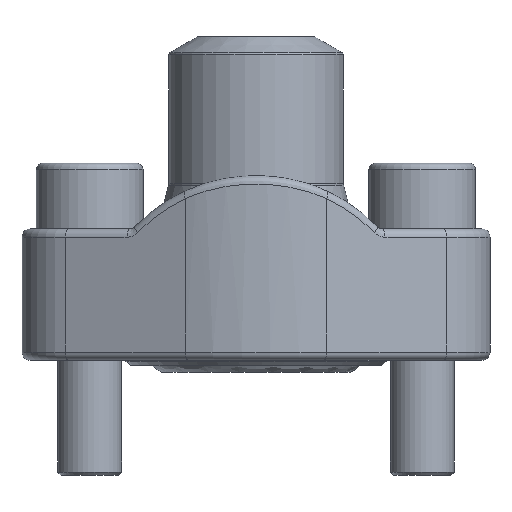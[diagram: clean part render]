
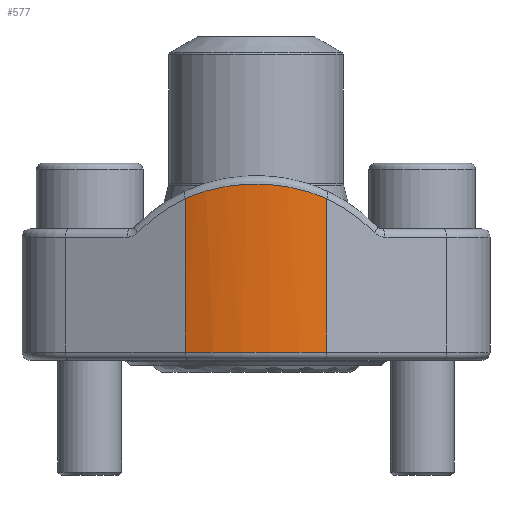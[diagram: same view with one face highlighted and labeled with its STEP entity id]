
A CAD part, front view. The second image highlights one B-rep face of the part: STEP entity #577.
In plain terms, the highlighted cylindrical face has radius 24 mm (diameter 48 mm), a partial arc.
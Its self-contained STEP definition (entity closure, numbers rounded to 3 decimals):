
#430=B_SPLINE_CURVE_WITH_KNOTS('',3,(#2719,#2720,#2721,#2722,#2723,#2724),
 .UNSPECIFIED.,.F.,.F.,(4,2,4),(0.,0.5,1.),.UNSPECIFIED.);
#577=ADVANCED_FACE('',(#702),#669,.T.);
#669=CYLINDRICAL_SURFACE('',#1819,24.);
#702=FACE_OUTER_BOUND('',#768,.T.);
#768=EDGE_LOOP('',(#1096,#1097,#1098,#1099));
#927=CIRCLE('',#1818,24.);
#1096=ORIENTED_EDGE('',*,*,#1548,.T.);
#1097=ORIENTED_EDGE('',*,*,#1560,.T.);
#1098=ORIENTED_EDGE('',*,*,#1541,.F.);
#1099=ORIENTED_EDGE('',*,*,#1561,.T.);
#1402=VERTEX_POINT('',#2648);
#1403=VERTEX_POINT('',#2649);
#1408=VERTEX_POINT('',#2670);
#1409=VERTEX_POINT('',#2672);
#1541=EDGE_CURVE('',#1402,#1403,#1684,.T.);
#1548=EDGE_CURVE('',#1409,#1408,#1689,.T.);
#1560=EDGE_CURVE('',#1408,#1403,#927,.T.);
#1561=EDGE_CURVE('',#1402,#1409,#430,.T.);
#1684=LINE('',#2647,#1736);
#1689=LINE('',#2671,#1741);
#1736=VECTOR('',#2089,1.);
#1741=VECTOR('',#2098,1.);
#1818=AXIS2_PLACEMENT_3D('',#2718,#2120,#2121);
#1819=AXIS2_PLACEMENT_3D('',#2725,#2122,#2123);
#2089=DIRECTION('',(0.,0.,-1.));
#2098=DIRECTION('',(0.,0.,-1.));
#2120=DIRECTION('',(0.,0.,1.));
#2121=DIRECTION('',(-1.,0.,0.));
#2122=DIRECTION('',(0.,0.,-1.));
#2123=DIRECTION('',(-1.,0.,0.));
#2647=CARTESIAN_POINT('',(8.597,-22.407,57.));
#2648=CARTESIAN_POINT('',(8.597,-22.407,19.697));
#2649=CARTESIAN_POINT('',(8.597,-22.407,1.));
#2670=CARTESIAN_POINT('',(-8.597,-22.407,1.));
#2671=CARTESIAN_POINT('',(-8.597,-22.407,57.));
#2672=CARTESIAN_POINT('',(-8.597,-22.407,19.697));
#2718=CARTESIAN_POINT('',(0.,0.,1.));
#2719=CARTESIAN_POINT('',(8.597,-22.407,19.697));
#2720=CARTESIAN_POINT('',(5.984,-23.41,20.868));
#2721=CARTESIAN_POINT('',(2.984,-24.001,21.478));
#2722=CARTESIAN_POINT('',(-3.005,-23.999,21.475));
#2723=CARTESIAN_POINT('',(-5.985,-23.41,20.868));
#2724=CARTESIAN_POINT('',(-8.597,-22.407,19.697));
#2725=CARTESIAN_POINT('',(0.,0.,57.));
